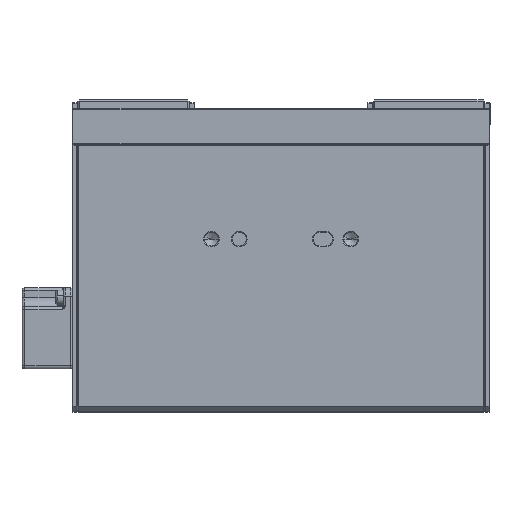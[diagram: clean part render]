
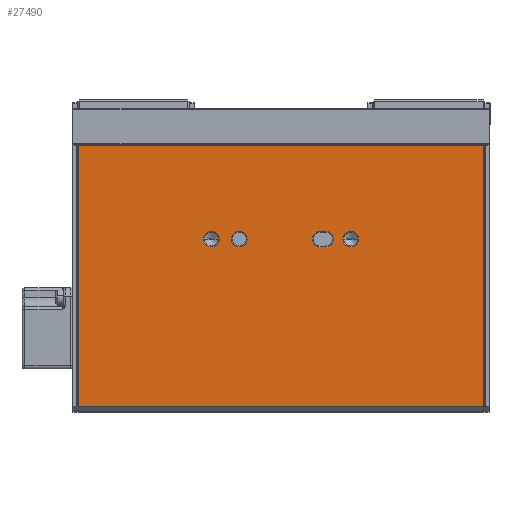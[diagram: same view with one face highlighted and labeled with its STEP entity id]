
A CAD part, top view. The second image highlights one B-rep face of the part: STEP entity #27490.
In plain terms, the highlighted planar face has unit normal (0, 0, 1).
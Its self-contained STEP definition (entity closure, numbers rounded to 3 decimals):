
#82 = LINE ( 'NONE', #9482, #17696 ) ;
#902 = EDGE_CURVE ( 'NONE', #25854, #28289, #18184, .T. ) ;
#1094 = VERTEX_POINT ( 'NONE', #33159 ) ;
#1358 = VERTEX_POINT ( 'NONE', #16600 ) ;
#1501 = CARTESIAN_POINT ( 'NONE',  ( 72.7, 48., 25. ) ) ;
#1589 = DIRECTION ( 'NONE',  ( 0., 0., -1. ) ) ;
#1788 = ORIENTED_EDGE ( 'NONE', *, *, #2755, .T. ) ;
#1794 = AXIS2_PLACEMENT_3D ( 'NONE', #11455, #2415, #2221 ) ;
#2170 = CIRCLE ( 'NONE', #23677, 2.8 ) ;
#2221 = DIRECTION ( 'NONE',  ( -1., 0., 0. ) ) ;
#2268 = CIRCLE ( 'NONE', #20706, 2.8 ) ;
#2270 = ORIENTED_EDGE ( 'NONE', *, *, #30691, .T. ) ;
#2415 = DIRECTION ( 'NONE',  ( 0., 0., -1. ) ) ;
#2466 = DIRECTION ( 'NONE',  ( -1., 0., 0. ) ) ;
#2561 = DIRECTION ( 'NONE',  ( 0., 0., -1. ) ) ;
#2570 = VERTEX_POINT ( 'NONE', #37328 ) ;
#2755 = EDGE_CURVE ( 'NONE', #2570, #34128, #4755, .T. ) ;
#2930 = AXIS2_PLACEMENT_3D ( 'NONE', #6010, #26975, #33103 ) ;
#3078 = ORIENTED_EDGE ( 'NONE', *, *, #7094, .T. ) ;
#3590 = ORIENTED_EDGE ( 'NONE', *, *, #15069, .T. ) ;
#4325 = EDGE_CURVE ( 'NONE', #14701, #19277, #2170, .T. ) ;
#4426 = LINE ( 'NONE', #21568, #34093 ) ;
#4478 = CARTESIAN_POINT ( 'NONE',  ( 72.7, -46., 25. ) ) ;
#4755 = CIRCLE ( 'NONE', #2930, 2.8 ) ;
#4859 = CARTESIAN_POINT ( 'NONE',  ( -17.8, 14., 25. ) ) ;
#5449 = CARTESIAN_POINT ( 'NONE',  ( -15., 14., 25. ) ) ;
#5555 = EDGE_LOOP ( 'NONE', ( #9030, #20769 ) ) ;
#5706 = DIRECTION ( 'NONE',  ( -1., 0., 0. ) ) ;
#5738 = DIRECTION ( 'NONE',  ( -1., 0., 0. ) ) ;
#5818 = VERTEX_POINT ( 'NONE', #16828 ) ;
#6010 = CARTESIAN_POINT ( 'NONE',  ( 16., 14., 25. ) ) ;
#6067 = ORIENTED_EDGE ( 'NONE', *, *, #8854, .T. ) ;
#6890 = LINE ( 'NONE', #1501, #29095 ) ;
#7094 = EDGE_CURVE ( 'NONE', #5818, #35231, #34791, .T. ) ;
#7346 = DIRECTION ( 'NONE',  ( 0., 0., -1. ) ) ;
#8102 = CARTESIAN_POINT ( 'NONE',  ( 25., 14., 25. ) ) ;
#8346 = DIRECTION ( 'NONE',  ( -1., 0., 0. ) ) ;
#8854 = EDGE_CURVE ( 'NONE', #1094, #11324, #12147, .T. ) ;
#9030 = ORIENTED_EDGE ( 'NONE', *, *, #4325, .T. ) ;
#9482 = CARTESIAN_POINT ( 'NONE',  ( 73., 16.8, 25. ) ) ;
#10188 = FACE_BOUND ( 'NONE', #23424, .T. ) ;
#10291 = EDGE_CURVE ( 'NONE', #28415, #25854, #12115, .T. ) ;
#10426 = CARTESIAN_POINT ( 'NONE',  ( -25., 14., 25. ) ) ;
#10945 = DIRECTION ( 'NONE',  ( 0., 0., -1. ) ) ;
#11069 = CARTESIAN_POINT ( 'NONE',  ( 14., 14., 25. ) ) ;
#11324 = VERTEX_POINT ( 'NONE', #4859 ) ;
#11455 = CARTESIAN_POINT ( 'NONE',  ( 25., 14., 25. ) ) ;
#11665 = CIRCLE ( 'NONE', #32530, 2.8 ) ;
#11703 = CARTESIAN_POINT ( 'NONE',  ( 73., 11.2, 25. ) ) ;
#11837 = EDGE_LOOP ( 'NONE', ( #3078, #3590 ) ) ;
#12115 = LINE ( 'NONE', #26707, #25280 ) ;
#12147 = CIRCLE ( 'NONE', #30541, 2.8 ) ;
#12339 = DIRECTION ( 'NONE',  ( -1., 0., 0. ) ) ;
#12795 = CARTESIAN_POINT ( 'NONE',  ( 22.2, 14., 25. ) ) ;
#13317 = DIRECTION ( 'NONE',  ( -1., 0., 0. ) ) ;
#13489 = EDGE_CURVE ( 'NONE', #27249, #24227, #82, .T. ) ;
#13889 = CARTESIAN_POINT ( 'NONE',  ( -72.7, 47.7, 25. ) ) ;
#14283 = DIRECTION ( 'NONE',  ( -1., 0., 0. ) ) ;
#14612 = ORIENTED_EDGE ( 'NONE', *, *, #14644, .T. ) ;
#14644 = EDGE_CURVE ( 'NONE', #1358, #27249, #23935, .T. ) ;
#14701 = VERTEX_POINT ( 'NONE', #37938 ) ;
#15069 = EDGE_CURVE ( 'NONE', #35231, #5818, #11665, .T. ) ;
#15504 = CARTESIAN_POINT ( 'NONE',  ( 72.7, 47.7, 25. ) ) ;
#15587 = FACE_BOUND ( 'NONE', #11837, .T. ) ;
#15880 = ORIENTED_EDGE ( 'NONE', *, *, #15929, .T. ) ;
#15929 = EDGE_CURVE ( 'NONE', #19602, #28415, #6890, .T. ) ;
#15972 = FACE_BOUND ( 'NONE', #27816, .T. ) ;
#16017 = CARTESIAN_POINT ( 'NONE',  ( 14., 16.8, 25. ) ) ;
#16168 = DIRECTION ( 'NONE',  ( 1., 0., 0. ) ) ;
#16423 = ORIENTED_EDGE ( 'NONE', *, *, #30671, .T. ) ;
#16600 = CARTESIAN_POINT ( 'NONE',  ( 14., 11.2, 25. ) ) ;
#16828 = CARTESIAN_POINT ( 'NONE',  ( 27.8, 14., 25. ) ) ;
#17141 = CIRCLE ( 'NONE', #33079, 2.8 ) ;
#17280 = ORIENTED_EDGE ( 'NONE', *, *, #13489, .T. ) ;
#17369 = EDGE_CURVE ( 'NONE', #24227, #2570, #37159, .T. ) ;
#17444 = DIRECTION ( 'NONE',  ( -1., 0., 0. ) ) ;
#17652 = CARTESIAN_POINT ( 'NONE',  ( -15., 14., 25. ) ) ;
#17696 = VECTOR ( 'NONE', #17784, 1000. ) ;
#17784 = DIRECTION ( 'NONE',  ( 1., 0., 0. ) ) ;
#18184 = LINE ( 'NONE', #35659, #29791 ) ;
#18439 = EDGE_LOOP ( 'NONE', ( #35185, #26553, #22950, #15880 ) ) ;
#18543 = EDGE_CURVE ( 'NONE', #28289, #19602, #4426, .T. ) ;
#18657 = DIRECTION ( 'NONE',  ( 0., 0., -1. ) ) ;
#19277 = VERTEX_POINT ( 'NONE', #37035 ) ;
#19602 = VERTEX_POINT ( 'NONE', #4478 ) ;
#19618 = ORIENTED_EDGE ( 'NONE', *, *, #17369, .T. ) ;
#19922 = AXIS2_PLACEMENT_3D ( 'NONE', #28809, #10945, #2466 ) ;
#20250 = DIRECTION ( 'NONE',  ( 0., 0., -1. ) ) ;
#20444 = CARTESIAN_POINT ( 'NONE',  ( 16., 11.2, 25. ) ) ;
#20706 = AXIS2_PLACEMENT_3D ( 'NONE', #17652, #20924, #17444 ) ;
#20769 = ORIENTED_EDGE ( 'NONE', *, *, #23222, .T. ) ;
#20924 = DIRECTION ( 'NONE',  ( 0., 0., -1. ) ) ;
#21568 = CARTESIAN_POINT ( 'NONE',  ( 73., -46., 25. ) ) ;
#21729 = CARTESIAN_POINT ( 'NONE',  ( 73., 48., 25. ) ) ;
#22917 = DIRECTION ( 'NONE',  ( -1., 0., 0. ) ) ;
#22950 = ORIENTED_EDGE ( 'NONE', *, *, #18543, .T. ) ;
#22964 = CARTESIAN_POINT ( 'NONE',  ( 16., 16.8, 25. ) ) ;
#23000 = CARTESIAN_POINT ( 'NONE',  ( -72.7, -46., 25. ) ) ;
#23222 = EDGE_CURVE ( 'NONE', #19277, #14701, #17141, .T. ) ;
#23424 = EDGE_LOOP ( 'NONE', ( #6067, #2270 ) ) ;
#23677 = AXIS2_PLACEMENT_3D ( 'NONE', #10426, #7346, #33470 ) ;
#23935 = CIRCLE ( 'NONE', #37375, 2.8 ) ;
#24227 = VERTEX_POINT ( 'NONE', #22964 ) ;
#25280 = VECTOR ( 'NONE', #5738, 1000. ) ;
#25854 = VERTEX_POINT ( 'NONE', #13889 ) ;
#26553 = ORIENTED_EDGE ( 'NONE', *, *, #902, .T. ) ;
#26707 = CARTESIAN_POINT ( 'NONE',  ( 73., 47.7, 25. ) ) ;
#26846 = VECTOR ( 'NONE', #5706, 1000. ) ;
#26975 = DIRECTION ( 'NONE',  ( 0., 0., -1. ) ) ;
#27034 = DIRECTION ( 'NONE',  ( 0., -1., 0. ) ) ;
#27249 = VERTEX_POINT ( 'NONE', #16017 ) ;
#27294 = PLANE ( 'NONE',  #33344 ) ;
#27464 = DIRECTION ( 'NONE',  ( 0., 1., 0. ) ) ;
#27490 = ADVANCED_FACE ( 'NONE', ( #15972, #15587, #30018, #10188, #33429 ), #27294, .F. ) ;
#27816 = EDGE_LOOP ( 'NONE', ( #17280, #19618, #1788, #16423, #14612 ) ) ;
#27916 = CARTESIAN_POINT ( 'NONE',  ( -25., 14., 25. ) ) ;
#28289 = VERTEX_POINT ( 'NONE', #23000 ) ;
#28415 = VERTEX_POINT ( 'NONE', #15504 ) ;
#28746 = DIRECTION ( 'NONE',  ( 0., 0., -1. ) ) ;
#28809 = CARTESIAN_POINT ( 'NONE',  ( 16., 14., 25. ) ) ;
#29095 = VECTOR ( 'NONE', #27464, 1000. ) ;
#29565 = LINE ( 'NONE', #11703, #26846 ) ;
#29791 = VECTOR ( 'NONE', #27034, 1000. ) ;
#30018 = FACE_BOUND ( 'NONE', #5555, .T. ) ;
#30541 = AXIS2_PLACEMENT_3D ( 'NONE', #5449, #2561, #14283 ) ;
#30671 = EDGE_CURVE ( 'NONE', #34128, #1358, #29565, .T. ) ;
#30691 = EDGE_CURVE ( 'NONE', #11324, #1094, #2268, .T. ) ;
#32530 = AXIS2_PLACEMENT_3D ( 'NONE', #8102, #20250, #22917 ) ;
#33079 = AXIS2_PLACEMENT_3D ( 'NONE', #27916, #1589, #13317 ) ;
#33103 = DIRECTION ( 'NONE',  ( -1., 0., 0. ) ) ;
#33159 = CARTESIAN_POINT ( 'NONE',  ( -12.2, 14., 25. ) ) ;
#33344 = AXIS2_PLACEMENT_3D ( 'NONE', #21729, #18657, #12339 ) ;
#33429 = FACE_OUTER_BOUND ( 'NONE', #18439, .T. ) ;
#33470 = DIRECTION ( 'NONE',  ( -1., 0., 0. ) ) ;
#34093 = VECTOR ( 'NONE', #16168, 1000. ) ;
#34128 = VERTEX_POINT ( 'NONE', #20444 ) ;
#34791 = CIRCLE ( 'NONE', #1794, 2.8 ) ;
#35185 = ORIENTED_EDGE ( 'NONE', *, *, #10291, .T. ) ;
#35231 = VERTEX_POINT ( 'NONE', #12795 ) ;
#35659 = CARTESIAN_POINT ( 'NONE',  ( -72.7, -46., 25. ) ) ;
#37035 = CARTESIAN_POINT ( 'NONE',  ( -27.8, 14., 25. ) ) ;
#37159 = CIRCLE ( 'NONE', #19922, 2.8 ) ;
#37328 = CARTESIAN_POINT ( 'NONE',  ( 18.8, 14., 25. ) ) ;
#37375 = AXIS2_PLACEMENT_3D ( 'NONE', #11069, #28746, #8346 ) ;
#37938 = CARTESIAN_POINT ( 'NONE',  ( -22.2, 14., 25. ) ) ;
